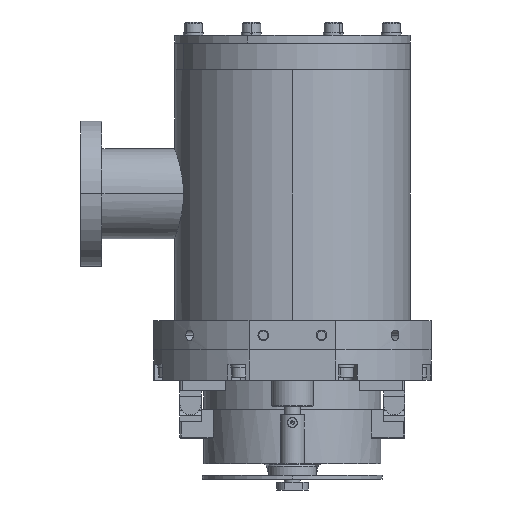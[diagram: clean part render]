
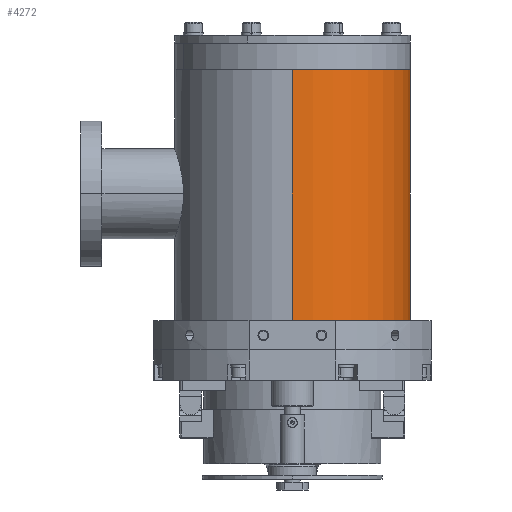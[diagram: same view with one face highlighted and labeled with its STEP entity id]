
A CAD part, front view. The second image highlights one B-rep face of the part: STEP entity #4272.
In plain terms, the highlighted cylindrical face has radius 44.55 mm (diameter 89.1 mm), a partial arc.
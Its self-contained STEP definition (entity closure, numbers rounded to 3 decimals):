
#1632 = ORIENTED_EDGE ( 'NONE', *, *, #7725, .T. ) ;
#2513 = DIRECTION ( 'NONE',  ( 0., 0., 1. ) ) ;
#3822 = VECTOR ( 'NONE', #2513, 1000. ) ;
#4272 = ADVANCED_FACE ( 'NONE', ( #25303 ), #18309, .T. ) ;
#6736 = ORIENTED_EDGE ( 'NONE', *, *, #11710, .T. ) ;
#7259 = DIRECTION ( 'NONE',  ( 1., 0., 0. ) ) ;
#7541 = DIRECTION ( 'NONE',  ( 0., 0., 1. ) ) ;
#7725 = EDGE_CURVE ( 'NONE', #11021, #8474, #17144, .T. ) ;
#7975 = EDGE_CURVE ( 'NONE', #16288, #8096, #12124, .T. ) ;
#8064 = CIRCLE ( 'NONE', #22028, 44.55 ) ;
#8096 = VERTEX_POINT ( 'NONE', #16182 ) ;
#8474 = VERTEX_POINT ( 'NONE', #14694 ) ;
#9327 = CARTESIAN_POINT ( 'NONE',  ( -44.55, 0., -48. ) ) ;
#11021 = VERTEX_POINT ( 'NONE', #9327 ) ;
#11170 = ORIENTED_EDGE ( 'NONE', *, *, #17630, .F. ) ;
#11338 = CARTESIAN_POINT ( 'NONE',  ( 44.55, 0., -48. ) ) ;
#11570 = DIRECTION ( 'NONE',  ( 1., 0., 0. ) ) ;
#11710 = EDGE_CURVE ( 'NONE', #16288, #11021, #8064, .T. ) ;
#12124 = LINE ( 'NONE', #11338, #17116 ) ;
#14694 = CARTESIAN_POINT ( 'NONE',  ( -44.55, 0., 48. ) ) ;
#15084 = AXIS2_PLACEMENT_3D ( 'NONE', #26735, #7541, #24652 ) ;
#16182 = CARTESIAN_POINT ( 'NONE',  ( 44.55, 0., 48. ) ) ;
#16254 = CARTESIAN_POINT ( 'NONE',  ( 44.55, 0., -48. ) ) ;
#16288 = VERTEX_POINT ( 'NONE', #16254 ) ;
#17116 = VECTOR ( 'NONE', #22047, 1000. ) ;
#17144 = LINE ( 'NONE', #23889, #3822 ) ;
#17630 = EDGE_CURVE ( 'NONE', #8096, #8474, #20692, .T. ) ;
#18309 = CYLINDRICAL_SURFACE ( 'NONE', #25474, 44.55 ) ;
#19910 = CARTESIAN_POINT ( 'NONE',  ( 0., 0., -48. ) ) ;
#20002 = DIRECTION ( 'NONE',  ( 0., 0., 1. ) ) ;
#20692 = CIRCLE ( 'NONE', #15084, 44.55 ) ;
#21288 = EDGE_LOOP ( 'NONE', ( #6736, #1632, #11170, #21821 ) ) ;
#21821 = ORIENTED_EDGE ( 'NONE', *, *, #7975, .F. ) ;
#22028 = AXIS2_PLACEMENT_3D ( 'NONE', #24119, #26295, #11570 ) ;
#22047 = DIRECTION ( 'NONE',  ( 0., 0., 1. ) ) ;
#23889 = CARTESIAN_POINT ( 'NONE',  ( -44.55, 0., -48. ) ) ;
#24119 = CARTESIAN_POINT ( 'NONE',  ( 0., 0., -48. ) ) ;
#24652 = DIRECTION ( 'NONE',  ( 1., 0., 0. ) ) ;
#25303 = FACE_OUTER_BOUND ( 'NONE', #21288, .T. ) ;
#25474 = AXIS2_PLACEMENT_3D ( 'NONE', #19910, #20002, #7259 ) ;
#26295 = DIRECTION ( 'NONE',  ( 0., 0., 1. ) ) ;
#26735 = CARTESIAN_POINT ( 'NONE',  ( 0., 0., 48. ) ) ;
